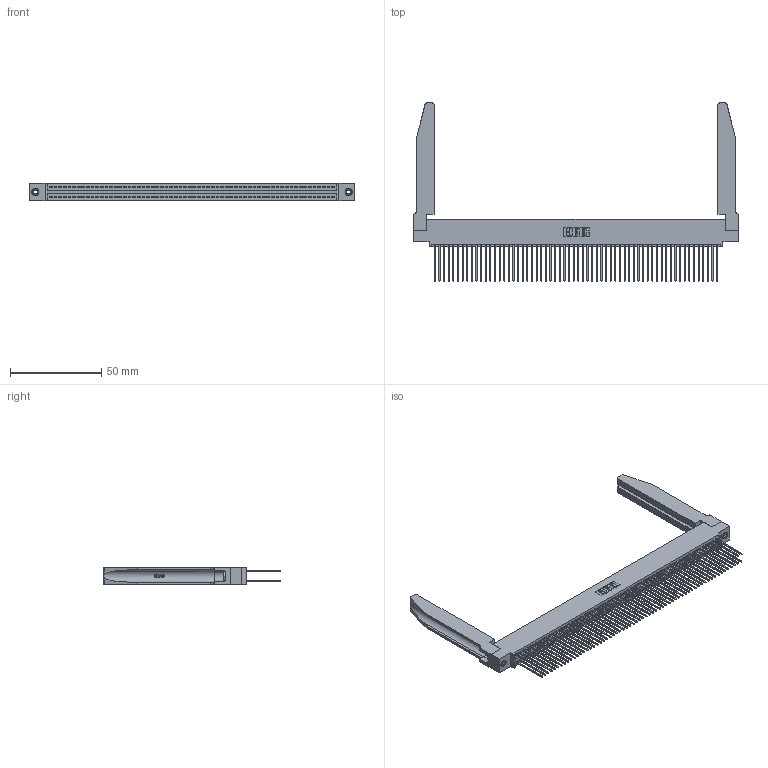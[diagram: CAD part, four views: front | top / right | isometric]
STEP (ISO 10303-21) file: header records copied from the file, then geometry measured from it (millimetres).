
FILE_DESCRIPTION (( 'STEP AP203' ), '1' );
FILE_NAME ('395-124-541-578.STEP', '2019-10-28T11:38:06', ( '' ), ( '' ), 'SwSTEP 2.0', 'SolidWorks 2016', '' );
FILE_SCHEMA (( 'CONFIG_CONTROL_DESIGN' ));
Length unit declared in the file: inch
Products named in the file (5): 345 Part_0.110 Offset - 0.156 Dia-TH; 345-292-001_345-293-141; 345-250-001_345-250-001-102; 345-220-078_345-220-078; 395-124-541-578
Assembly tree (129 placements, depth 2):
  395-124-541-578
    345 Part_0.110 Offset - 0.156 Dia-TH
    345-292-001_345-293-141  x124
    345-250-001_345-250-001-102  x2
    345-220-078_345-220-078  x2
Bounding box: 178.71 x 97.71 x 9.4 mm (x, y, z)
Volume: 25954.6 mm3; surface area: 37542.1 mm2
Topology: 129 solids, 129 shells, 6564 faces, 19437 edges, 12782 vertices
Faces by surface type: plane 4318, cylinder 2194, bspline 36, cone 12, torus 4
Entity records: 50844 total; most frequent: CARTESIAN_POINT 9423, ORIENTED_EDGE 8254, DIRECTION 7277, EDGE_CURVE 4127, VECTOR 3653, LINE 3653, VERTEX_POINT 2744, AXIS2_PLACEMENT_3D 1812
